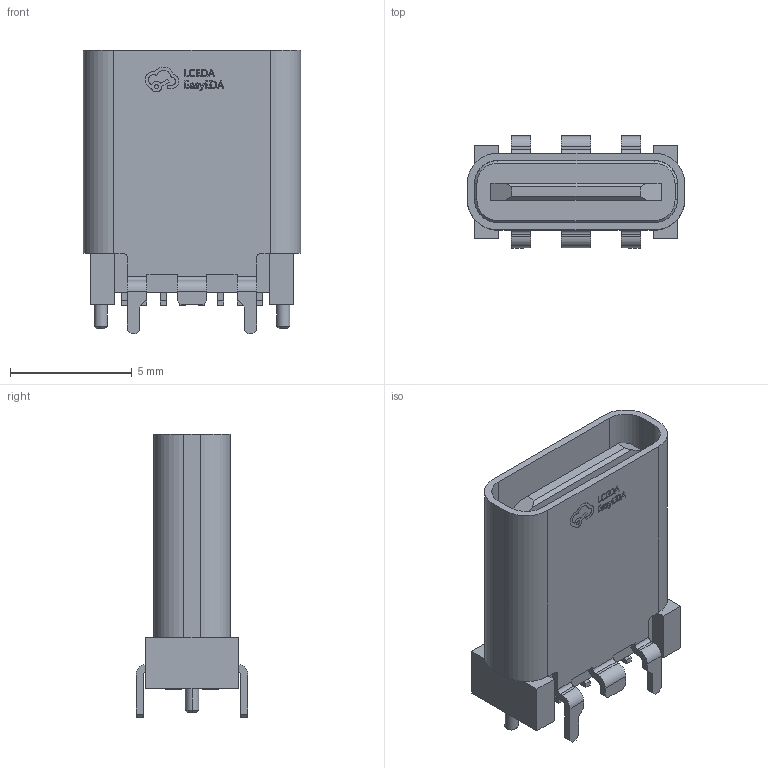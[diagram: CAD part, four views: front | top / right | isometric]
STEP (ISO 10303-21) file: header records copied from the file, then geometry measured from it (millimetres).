
FILE_DESCRIPTION (( 'STEP AP214' ), '1' );
FILE_NAME ('USB-C-SMD_GT-USB-7051A.step', '2022-07-15T09:13:03', ( '' ), ( '' ), 'SwSTEP 2.0', 'SolidWorks 2020', '' );
FILE_SCHEMA (( 'AUTOMOTIVE_DESIGN' ));
Length unit declared in the file: millimetre
Products named in the file (1): USB-C-SMD_GT-USB-7051A
Bounding box: 8.94 x 4.6 x 11.65 mm (x, y, z)
Volume: 171.7 mm3; surface area: 665.7 mm2
Topology: 15 solids, 15 shells, 598 faces, 1611 edges, 1070 vertices
Faces by surface type: plane 414, bspline 112, cylinder 64, cone 8
Entity records: 25884 total; most frequent: CARTESIAN_POINT 5384, ORIENTED_EDGE 3222, DIRECTION 2493, EDGE_CURVE 1611, LINE 1247, VECTOR 1247, VERTEX_POINT 1070, EDGE_LOOP 639
